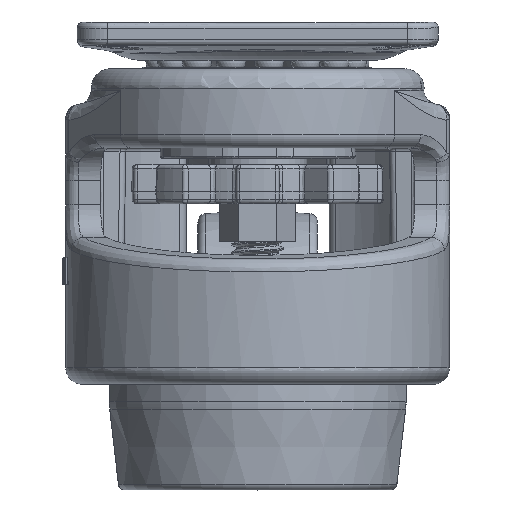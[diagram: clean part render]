
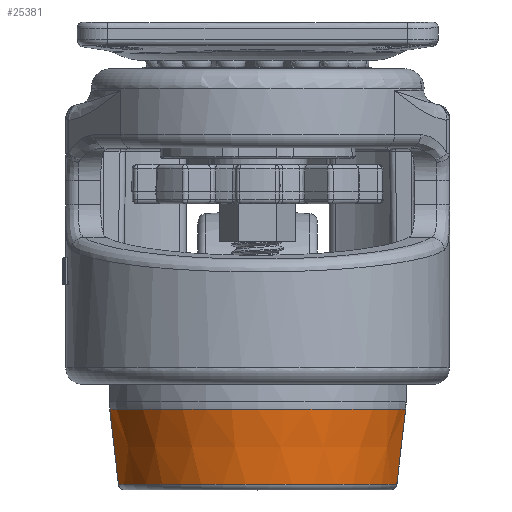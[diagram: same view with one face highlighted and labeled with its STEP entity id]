
A CAD part, front view. The second image highlights one B-rep face of the part: STEP entity #25381.
In plain terms, the highlighted conical face has half-angle 7 degrees and reference radius 22.978 mm.
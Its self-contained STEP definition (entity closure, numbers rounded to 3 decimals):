
#916=CONICAL_SURFACE('',#27108,22.978,0.122);
#1504=B_SPLINE_CURVE_WITH_KNOTS('',3,(#36381,#36382,#36383,#36384,#36385,
#36386,#36387,#36388,#36389,#36390),.UNSPECIFIED.,.F.,.F.,(4,3,3,4),(0.,
0.174,0.869,1.),.UNSPECIFIED.);
#1505=B_SPLINE_CURVE_WITH_KNOTS('',3,(#36394,#36395,#36396,#36397,#36398,
#36399,#36400,#36401,#36402,#36403),.UNSPECIFIED.,.F.,.F.,(4,3,3,4),(0.,
0.097,0.792,1.),.UNSPECIFIED.);
#5829=FACE_OUTER_BOUND('',#7466,.T.);
#7466=EDGE_LOOP('',(#9370,#9371,#9372,#9373));
#9370=ORIENTED_EDGE('',*,*,#17456,.T.);
#9371=ORIENTED_EDGE('',*,*,#17457,.T.);
#9372=ORIENTED_EDGE('',*,*,#17458,.T.);
#9373=ORIENTED_EDGE('',*,*,#17459,.T.);
#17456=EDGE_CURVE('',#21496,#21497,#1504,.T.);
#17457=EDGE_CURVE('',#21497,#21498,#24031,.T.);
#17458=EDGE_CURVE('',#21498,#21499,#1505,.T.);
#17459=EDGE_CURVE('',#21499,#21496,#24032,.T.);
#21496=VERTEX_POINT('',#36379);
#21497=VERTEX_POINT('',#36380);
#21498=VERTEX_POINT('',#36391);
#21499=VERTEX_POINT('',#36393);
#24031=CIRCLE('',#27109,21.502);
#24032=CIRCLE('',#27110,22.905);
#25381=ADVANCED_FACE('',(#5829),#916,.T.);
#27108=AXIS2_PLACEMENT_3D('',#36378,#29926,#29927);
#27109=AXIS2_PLACEMENT_3D('',#36392,#29928,#29929);
#27110=AXIS2_PLACEMENT_3D('',#36404,#29930,#29931);
#29926=DIRECTION('center_axis',(0.,0.,
1.));
#29927=DIRECTION('ref_axis',(1.,0.,0.));
#29928=DIRECTION('center_axis',(0.,0.,
1.));
#29929=DIRECTION('ref_axis',(1.,0.,0.));
#29930=DIRECTION('center_axis',(0.,0.,
-1.));
#29931=DIRECTION('ref_axis',(-1.,0.,0.));
#36378=CARTESIAN_POINT('Origin',(11.027,-6.797,-39.247));
#36379=CARTESIAN_POINT('',(-11.513,-10.868,-39.846));
#36380=CARTESIAN_POINT('',(-10.182,-10.335,-51.269));
#36381=CARTESIAN_POINT('Ctrl Pts',(-11.513,-10.868,-39.846));
#36382=CARTESIAN_POINT('Ctrl Pts',(-11.436,-10.838,
-40.507));
#36383=CARTESIAN_POINT('Ctrl Pts',(-11.359,-10.807,
-41.169));
#36384=CARTESIAN_POINT('Ctrl Pts',(-11.282,-10.776,
-41.83));
#36385=CARTESIAN_POINT('Ctrl Pts',(-10.974,-10.653,
-44.476));
#36386=CARTESIAN_POINT('Ctrl Pts',(-10.666,-10.529,
-47.122));
#36387=CARTESIAN_POINT('Ctrl Pts',(-10.358,-10.405,
-49.768));
#36388=CARTESIAN_POINT('Ctrl Pts',(-10.299,-10.382,-50.268));
#36389=CARTESIAN_POINT('Ctrl Pts',(-10.241,-10.358,
-50.769));
#36390=CARTESIAN_POINT('Ctrl Pts',(-10.182,-10.335,
-51.269));
#36391=CARTESIAN_POINT('',(32.236,-10.335,-51.269));
#36392=CARTESIAN_POINT('Origin',(11.027,-6.797,-51.269));
#36393=CARTESIAN_POINT('',(33.567,-10.868,-39.846));
#36394=CARTESIAN_POINT('Ctrl Pts',(32.236,-10.335,-51.269));
#36395=CARTESIAN_POINT('Ctrl Pts',(32.279,-10.352,-50.9));
#36396=CARTESIAN_POINT('Ctrl Pts',(32.322,-10.37,-50.532));
#36397=CARTESIAN_POINT('Ctrl Pts',(32.365,-10.387,-50.163));
#36398=CARTESIAN_POINT('Ctrl Pts',(32.674,-10.511,-47.517));
#36399=CARTESIAN_POINT('Ctrl Pts',(32.982,-10.634,-44.871));
#36400=CARTESIAN_POINT('Ctrl Pts',(33.29,-10.757,-42.225));
#36401=CARTESIAN_POINT('Ctrl Pts',(33.382,-10.794,-41.432));
#36402=CARTESIAN_POINT('Ctrl Pts',(33.475,-10.831,-40.639));
#36403=CARTESIAN_POINT('Ctrl Pts',(33.567,-10.868,-39.846));
#36404=CARTESIAN_POINT('Origin',(11.027,-6.797,-39.846));
